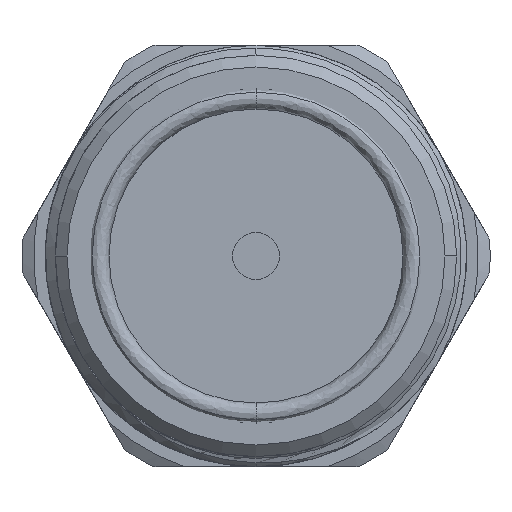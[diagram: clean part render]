
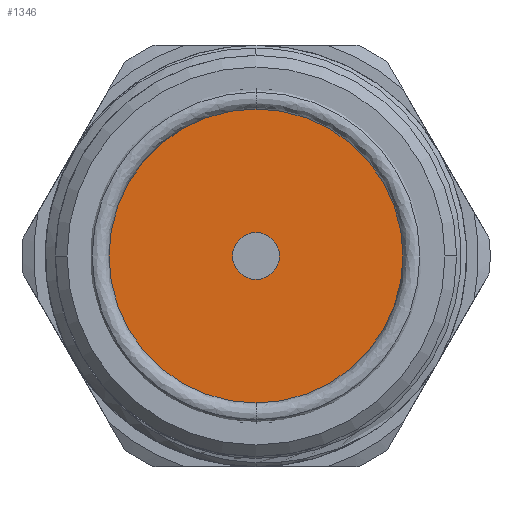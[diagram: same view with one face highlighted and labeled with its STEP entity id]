
A CAD part, front view. The second image highlights one B-rep face of the part: STEP entity #1346.
In plain terms, the highlighted planar face has unit normal (0, -1, 0).
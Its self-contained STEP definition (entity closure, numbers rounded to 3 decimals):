
#226 = DIRECTION ( 'NONE',  ( 0., 1., 0. ) ) ;
#440 = CIRCLE ( 'NONE', #1529, 14. ) ;
#944 = EDGE_CURVE ( 'NONE', #4557, #1557, #2106, .T. ) ;
#1091 = DIRECTION ( 'NONE',  ( 0., 0., -1. ) ) ;
#1095 = DIRECTION ( 'NONE',  ( 0., -1., 0. ) ) ;
#1290 = ORIENTED_EDGE ( 'NONE', *, *, #6528, .T. ) ;
#1346 = ADVANCED_FACE ( 'NONE', ( #6208, #5887 ), #3454, .T. ) ;
#1529 = AXIS2_PLACEMENT_3D ( 'NONE', #2273, #6106, #2822 ) ;
#1557 = VERTEX_POINT ( 'NONE', #6475 ) ;
#1994 = DIRECTION ( 'NONE',  ( 0., -1., 0. ) ) ;
#2077 = ORIENTED_EDGE ( 'NONE', *, *, #944, .T. ) ;
#2106 = CIRCLE ( 'NONE', #2247, 2. ) ;
#2247 = AXIS2_PLACEMENT_3D ( 'NONE', #2333, #6161, #2884 ) ;
#2273 = CARTESIAN_POINT ( 'NONE',  ( 0., 15.4, 0. ) ) ;
#2333 = CARTESIAN_POINT ( 'NONE',  ( 0., 15.4, 0. ) ) ;
#2654 = EDGE_LOOP ( 'NONE', ( #3209, #2077 ) ) ;
#2670 = CARTESIAN_POINT ( 'NONE',  ( 0., 15.4, 2. ) ) ;
#2822 = DIRECTION ( 'NONE',  ( 0., 0., -1. ) ) ;
#2884 = DIRECTION ( 'NONE',  ( 0., 0., -1. ) ) ;
#3180 = EDGE_CURVE ( 'NONE', #1557, #4557, #5023, .T. ) ;
#3209 = ORIENTED_EDGE ( 'NONE', *, *, #3180, .T. ) ;
#3269 = VERTEX_POINT ( 'NONE', #5758 ) ;
#3454 = PLANE ( 'NONE',  #5463 ) ;
#3548 = CARTESIAN_POINT ( 'NONE',  ( 0., 15.4, 0. ) ) ;
#4095 = DIRECTION ( 'NONE',  ( 0., 0., -1. ) ) ;
#4270 = CARTESIAN_POINT ( 'NONE',  ( 0., 15.4, 0. ) ) ;
#4278 = ORIENTED_EDGE ( 'NONE', *, *, #5307, .T. ) ;
#4413 = AXIS2_PLACEMENT_3D ( 'NONE', #5283, #1994, #5835 ) ;
#4472 = EDGE_LOOP ( 'NONE', ( #1290, #4278 ) ) ;
#4557 = VERTEX_POINT ( 'NONE', #2670 ) ;
#4576 = CIRCLE ( 'NONE', #4413, 14. ) ;
#5023 = CIRCLE ( 'NONE', #6936, 2. ) ;
#5283 = CARTESIAN_POINT ( 'NONE',  ( 0., 15.4, 0. ) ) ;
#5307 = EDGE_CURVE ( 'NONE', #6006, #3269, #440, .T. ) ;
#5463 = AXIS2_PLACEMENT_3D ( 'NONE', #4270, #1095, #1091 ) ;
#5746 = CARTESIAN_POINT ( 'NONE',  ( 0., 15.4, 14. ) ) ;
#5758 = CARTESIAN_POINT ( 'NONE',  ( 0., 15.4, -14. ) ) ;
#5835 = DIRECTION ( 'NONE',  ( 0., 0., -1. ) ) ;
#5887 = FACE_BOUND ( 'NONE', #2654, .T. ) ;
#6006 = VERTEX_POINT ( 'NONE', #5746 ) ;
#6106 = DIRECTION ( 'NONE',  ( 0., -1., 0. ) ) ;
#6161 = DIRECTION ( 'NONE',  ( 0., 1., 0. ) ) ;
#6208 = FACE_OUTER_BOUND ( 'NONE', #4472, .T. ) ;
#6475 = CARTESIAN_POINT ( 'NONE',  ( 0., 15.4, -2. ) ) ;
#6528 = EDGE_CURVE ( 'NONE', #3269, #6006, #4576, .T. ) ;
#6936 = AXIS2_PLACEMENT_3D ( 'NONE', #3548, #226, #4095 ) ;
